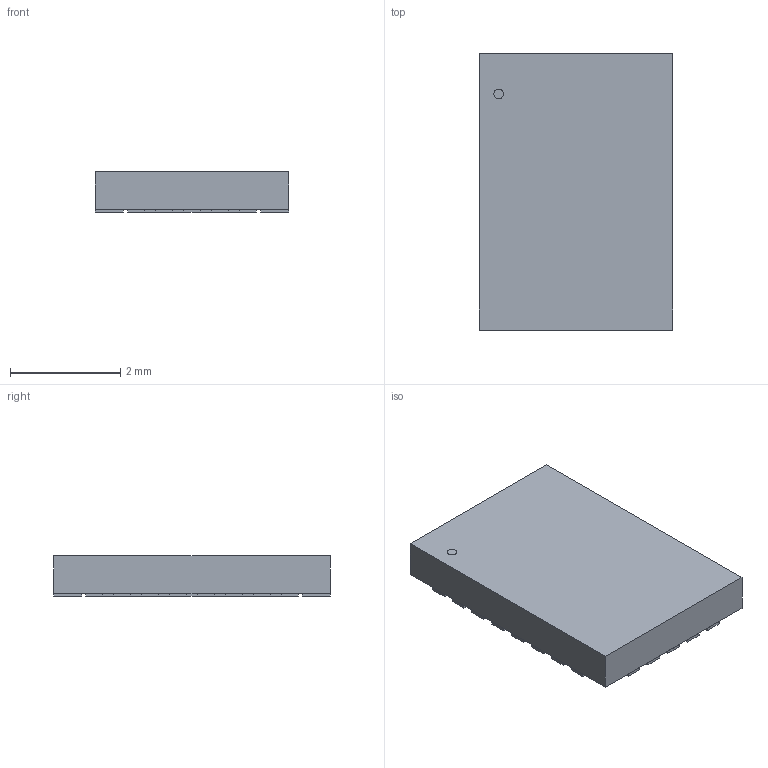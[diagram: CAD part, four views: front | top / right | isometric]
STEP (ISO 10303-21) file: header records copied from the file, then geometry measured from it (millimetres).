
FILE_DESCRIPTION(('STEP AP214'),'1');
FILE_NAME('VFQFPN26_3P5X5_STM','2021-02-16T19:40:49',(''),(''),'','','');
FILE_SCHEMA(('AUTOMOTIVE_DESIGN'));
Length unit declared in the file: millimetre
Products named in the file (1): product
Bounding box: 3.51 x 5 x 0.74 mm (x, y, z)
Volume: 12.6 mm3; surface area: 72.8 mm2
Topology: 29 solids, 29 shells, 171 faces, 339 edges, 226 vertices
Faces by surface type: plane 170, cylinder 1
Full cylindrical faces by diameter (mm): 0.175 x1
Entity records: 4144 total; most frequent: DIRECTION 686, ORIENTED_EDGE 676, CARTESIAN_POINT 401, EDGE_CURVE 338, LINE 336, VECTOR 336, VERTEX_POINT 226, AXIS2_PLACEMENT_3D 175
